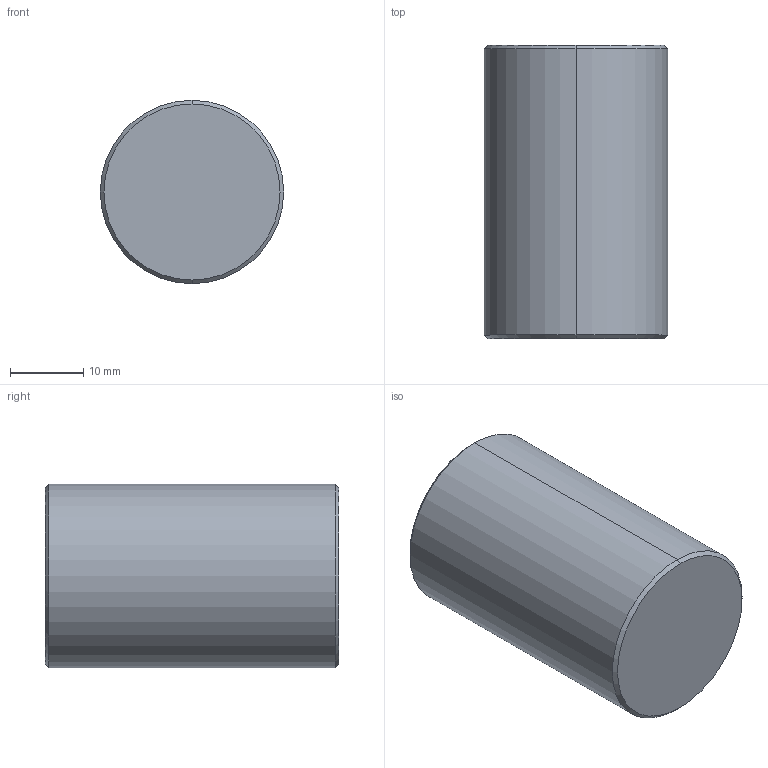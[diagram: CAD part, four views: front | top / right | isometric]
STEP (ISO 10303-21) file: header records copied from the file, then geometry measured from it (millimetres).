
FILE_DESCRIPTION (( 'STEP AP214' ), '1' );
FILE_NAME ('Valjak_CRTA.STEP', '2023-07-02T17:11:04', ( '' ), ( '' ), 'SwSTEP 2.0', 'SolidWorks 2020', '' );
FILE_SCHEMA (( 'AUTOMOTIVE_DESIGN' ));
Length unit declared in the file: millimetre
Products named in the file (1): Valjak_CRTA
Bounding box: 25 x 40.01 x 25 mm (x, y, z)
Volume: 19616.5 mm3; surface area: 4077.1 mm2
Topology: 1 solids, 1 shells, 13 faces, 27 edges, 16 vertices
Faces by surface type: plane 6, cone 4, cylinder 3
Entity records: 433 total; most frequent: DIRECTION 66, CARTESIAN_POINT 57, ORIENTED_EDGE 54, EDGE_CURVE 27, AXIS2_PLACEMENT_3D 25, LINE 16, VERTEX_POINT 16, VECTOR 16
